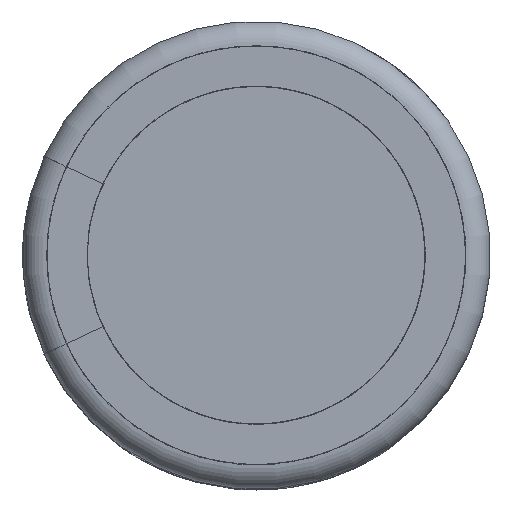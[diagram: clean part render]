
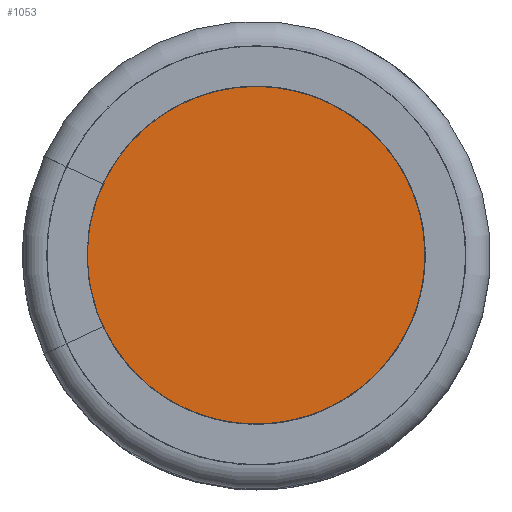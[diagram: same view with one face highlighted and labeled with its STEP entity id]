
A CAD part, top view. The second image highlights one B-rep face of the part: STEP entity #1053.
In plain terms, the highlighted planar face has unit normal (0, 0, 1).
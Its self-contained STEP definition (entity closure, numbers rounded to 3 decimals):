
#1053 = ADVANCED_FACE( '', ( #2376 ), #2377, .T. );
#2376 = FACE_OUTER_BOUND( '', #6166, .T. );
#2377 = PLANE( '', #6167 );
#6166 = EDGE_LOOP( '', ( #11235 ) );
#6167 = AXIS2_PLACEMENT_3D( '', #11236, #11237, #11238 );
#11235 = ORIENTED_EDGE( '', *, *, #13945, .F. );
#11236 = CARTESIAN_POINT( '', ( -4.477, 0., 9.78 ) );
#11237 = DIRECTION( '', ( 0., 0., 1. ) );
#11238 = DIRECTION( '', ( 1., 0., 0. ) );
#13945 = EDGE_CURVE( '', #16110, #16110, #16111, .T. );
#16110 = VERTEX_POINT( '', #20095 );
#16111 = CIRCLE( '', #20096, 4.477 );
#20095 = CARTESIAN_POINT( '', ( -4.477, 0., 9.78 ) );
#20096 = AXIS2_PLACEMENT_3D( '', #24447, #24448, #24449 );
#24447 = CARTESIAN_POINT( '', ( 0., 0., 9.78 ) );
#24448 = DIRECTION( '', ( 0., 0., -1. ) );
#24449 = DIRECTION( '', ( -1., 0., 0. ) );
